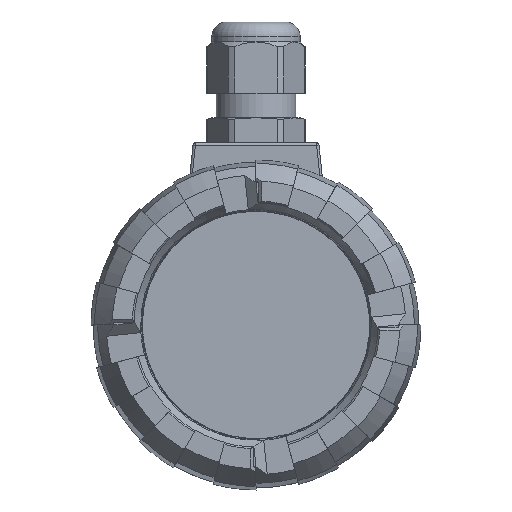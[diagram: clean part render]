
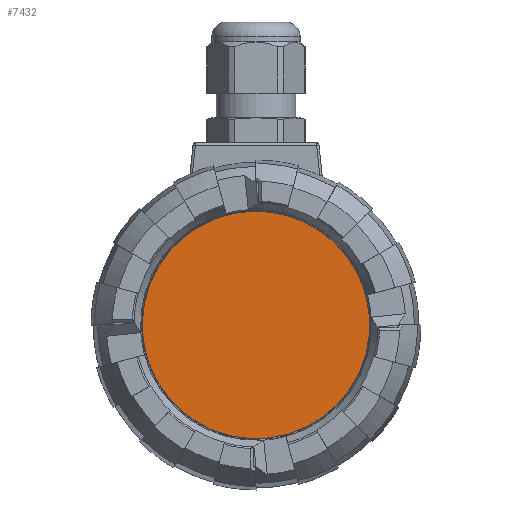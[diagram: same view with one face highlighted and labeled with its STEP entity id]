
A CAD part, top view. The second image highlights one B-rep face of the part: STEP entity #7432.
In plain terms, the highlighted planar face has unit normal (0, 0, 1).
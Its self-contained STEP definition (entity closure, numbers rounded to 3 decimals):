
#1075=PLANE('',#8054);
#2257=ORIENTED_EDGE('',*,*,#3375,.F.);
#3375=EDGE_CURVE('',#4024,#4024,#4456,.T.);
#4024=VERTEX_POINT('',#11342);
#4456=CIRCLE('',#8053,24.5);
#4855=EDGE_LOOP('',(#2257));
#5364=FACE_BOUND('',#4855,.T.);
#7432=ADVANCED_FACE('',(#5364),#1075,.F.);
#8053=AXIS2_PLACEMENT_3D('',#11341,#9502,#9503);
#8054=AXIS2_PLACEMENT_3D('',#11343,#9504,#9505);
#9502=DIRECTION('',(0.,0.,-1.));
#9503=DIRECTION('',(-0.562,-0.827,0.));
#9504=DIRECTION('',(0.,0.,-1.));
#9505=DIRECTION('',(-0.562,-0.827,0.));
#11341=CARTESIAN_POINT('',(0.,0.,56.65));
#11342=CARTESIAN_POINT('',(-13.766,-20.267,56.65));
#11343=CARTESIAN_POINT('',(0.,0.,56.65));
